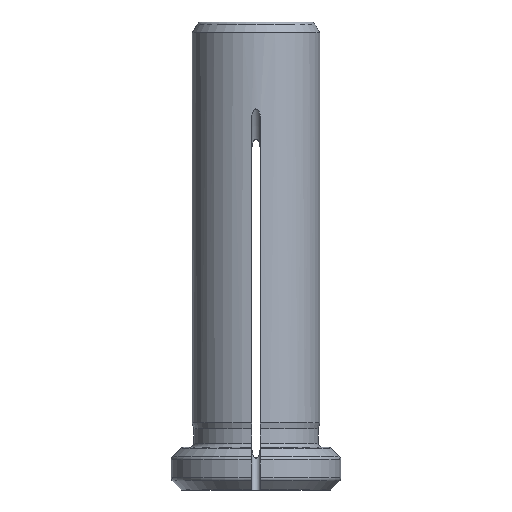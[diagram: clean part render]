
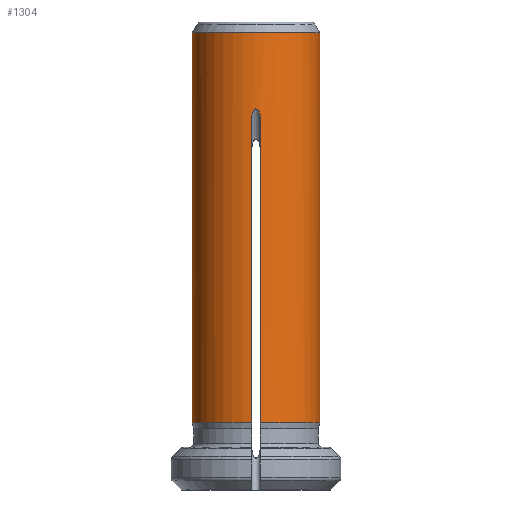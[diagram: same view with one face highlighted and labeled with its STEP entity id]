
A CAD part, front view. The second image highlights one B-rep face of the part: STEP entity #1304.
In plain terms, the highlighted cylindrical face has radius 6 mm (diameter 12 mm), a full revolution.
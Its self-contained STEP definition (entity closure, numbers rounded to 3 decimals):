
#72=LINE('',#2020,#120);
#78=LINE('',#2065,#126);
#84=LINE('',#2213,#132);
#90=LINE('',#2246,#138);
#96=LINE('',#2394,#144);
#102=LINE('',#2427,#150);
#108=LINE('',#2485,#156);
#109=LINE('',#2497,#157);
#120=VECTOR('',#1567,1000.);
#126=VECTOR('',#1575,1000.);
#132=VECTOR('',#1641,1000.);
#138=VECTOR('',#1649,1000.);
#144=VECTOR('',#1715,1000.);
#150=VECTOR('',#1723,1000.);
#156=VECTOR('',#1745,1000.);
#157=VECTOR('',#1746,1000.);
#168=CYLINDRICAL_SURFACE('',#1446,6.);
#191=B_SPLINE_CURVE_WITH_KNOTS('',3,(#2007,#2008,#2009,#2010,#2011,#2012,
#2013,#2014,#2015),.UNSPECIFIED.,.F.,.F.,(4,1,1,1,1,1,4),(0.003,
0.003,0.004,0.004,0.004,
0.004,0.005),.UNSPECIFIED.);
#214=B_SPLINE_CURVE_WITH_KNOTS('',3,(#2200,#2201,#2202,#2203,#2204,#2205,
#2206,#2207,#2208),.UNSPECIFIED.,.F.,.F.,(4,1,1,1,1,1,4),(0.003,
0.003,0.004,0.004,0.004,
0.004,0.005),.UNSPECIFIED.);
#234=B_SPLINE_CURVE_WITH_KNOTS('',3,(#2381,#2382,#2383,#2384,#2385,#2386,
#2387,#2388,#2389),.UNSPECIFIED.,.F.,.F.,(4,1,1,1,1,1,4),(0.003,
0.003,0.004,0.004,0.004,
0.004,0.005),.UNSPECIFIED.);
#243=B_SPLINE_CURVE_WITH_KNOTS('',3,(#2487,#2488,#2489,#2490,#2491,#2492,
#2493,#2494,#2495),.UNSPECIFIED.,.F.,.F.,(4,1,1,1,1,1,4),(0.003,
0.003,0.004,0.004,0.004,
0.004,0.005),.UNSPECIFIED.);
#539=ORIENTED_EDGE('',*,*,#828,.F.);
#540=ORIENTED_EDGE('',*,*,#658,.F.);
#541=ORIENTED_EDGE('',*,*,#829,.T.);
#542=ORIENTED_EDGE('',*,*,#830,.F.);
#543=ORIENTED_EDGE('',*,*,#831,.F.);
#544=ORIENTED_EDGE('',*,*,#832,.F.);
#545=ORIENTED_EDGE('',*,*,#804,.T.);
#546=ORIENTED_EDGE('',*,*,#801,.F.);
#547=ORIENTED_EDGE('',*,*,#815,.F.);
#548=ORIENTED_EDGE('',*,*,#770,.F.);
#549=ORIENTED_EDGE('',*,*,#756,.T.);
#550=ORIENTED_EDGE('',*,*,#753,.F.);
#551=ORIENTED_EDGE('',*,*,#767,.F.);
#552=ORIENTED_EDGE('',*,*,#722,.F.);
#553=ORIENTED_EDGE('',*,*,#705,.T.);
#554=ORIENTED_EDGE('',*,*,#702,.F.);
#555=ORIENTED_EDGE('',*,*,#719,.F.);
#658=EDGE_CURVE('',#860,#861,#997,.F.);
#702=EDGE_CURVE('',#900,#901,#191,.T.);
#705=EDGE_CURVE('',#902,#901,#72,.T.);
#719=EDGE_CURVE('',#861,#900,#78,.T.);
#722=EDGE_CURVE('',#902,#909,#1019,.F.);
#753=EDGE_CURVE('',#932,#933,#214,.T.);
#756=EDGE_CURVE('',#934,#933,#84,.T.);
#767=EDGE_CURVE('',#909,#932,#90,.T.);
#770=EDGE_CURVE('',#934,#941,#1035,.F.);
#801=EDGE_CURVE('',#964,#965,#234,.T.);
#804=EDGE_CURVE('',#966,#965,#96,.T.);
#815=EDGE_CURVE('',#941,#964,#102,.T.);
#828=EDGE_CURVE('',#982,#982,#1054,.F.);
#829=EDGE_CURVE('',#860,#983,#108,.T.);
#830=EDGE_CURVE('',#984,#983,#243,.T.);
#831=EDGE_CURVE('',#985,#984,#109,.T.);
#832=EDGE_CURVE('',#966,#985,#1055,.F.);
#860=VERTEX_POINT('',#1835);
#861=VERTEX_POINT('',#1837);
#900=VERTEX_POINT('',#2006);
#901=VERTEX_POINT('',#2016);
#902=VERTEX_POINT('',#2021);
#909=VERTEX_POINT('',#2071);
#932=VERTEX_POINT('',#2199);
#933=VERTEX_POINT('',#2209);
#934=VERTEX_POINT('',#2214);
#941=VERTEX_POINT('',#2252);
#964=VERTEX_POINT('',#2380);
#965=VERTEX_POINT('',#2390);
#966=VERTEX_POINT('',#2395);
#982=VERTEX_POINT('',#2484);
#983=VERTEX_POINT('',#2486);
#984=VERTEX_POINT('',#2496);
#985=VERTEX_POINT('',#2498);
#997=CIRCLE('',#1343,6.);
#1019=CIRCLE('',#1380,6.);
#1035=CIRCLE('',#1411,6.);
#1054=CIRCLE('',#1447,6.);
#1055=CIRCLE('',#1448,6.);
#1123=EDGE_LOOP('',(#539));
#1124=EDGE_LOOP('',(#540,#541,#542,#543,#544,#545,#546,#547,#548,#549,#550,
#551,#552,#553,#554,#555));
#1209=FACE_BOUND('',#1123,.T.);
#1210=FACE_BOUND('',#1124,.T.);
#1304=ADVANCED_FACE('',(#1209,#1210),#168,.T.);
#1343=AXIS2_PLACEMENT_3D('',#1836,#1492,#1493);
#1380=AXIS2_PLACEMENT_3D('',#2070,#1581,#1582);
#1411=AXIS2_PLACEMENT_3D('',#2251,#1655,#1656);
#1446=AXIS2_PLACEMENT_3D('',#2482,#1741,#1742);
#1447=AXIS2_PLACEMENT_3D('',#2483,#1743,#1744);
#1448=AXIS2_PLACEMENT_3D('',#2499,#1747,#1748);
#1492=DIRECTION('',(0.,0.,1.));
#1493=DIRECTION('',(1.,0.,0.));
#1567=DIRECTION('',(0.,0.,1.));
#1575=DIRECTION('',(0.,0.,1.));
#1581=DIRECTION('',(0.,0.,1.));
#1582=DIRECTION('',(1.,0.,0.));
#1641=DIRECTION('',(0.,0.,1.));
#1649=DIRECTION('',(0.,0.,1.));
#1655=DIRECTION('',(0.,0.,1.));
#1656=DIRECTION('',(1.,0.,0.));
#1715=DIRECTION('',(0.,0.,1.));
#1723=DIRECTION('',(0.,0.,1.));
#1741=DIRECTION('',(0.,0.,1.));
#1742=DIRECTION('',(1.,0.,0.));
#1743=DIRECTION('',(0.,0.,-1.));
#1744=DIRECTION('',(-1.,0.,0.));
#1745=DIRECTION('',(0.,0.,1.));
#1746=DIRECTION('',(0.,0.,1.));
#1747=DIRECTION('',(0.,0.,1.));
#1748=DIRECTION('',(1.,0.,0.));
#1835=CARTESIAN_POINT('',(5.987,-0.4,2.313));
#1836=CARTESIAN_POINT('',(0.,0.,2.313));
#1837=CARTESIAN_POINT('',(0.4,-5.987,2.313));
#2006=CARTESIAN_POINT('',(0.4,-5.987,30.999));
#2007=CARTESIAN_POINT('',(0.4,-5.987,30.999));
#2008=CARTESIAN_POINT('',(0.4,-5.987,31.164));
#2009=CARTESIAN_POINT('',(0.364,-5.989,31.409));
#2010=CARTESIAN_POINT('',(0.229,-5.996,31.711));
#2011=CARTESIAN_POINT('',(-0.001,-6.002,31.877));
#2012=CARTESIAN_POINT('',(-0.23,-5.996,31.71));
#2013=CARTESIAN_POINT('',(-0.363,-5.989,31.41));
#2014=CARTESIAN_POINT('',(-0.4,-5.987,31.164));
#2015=CARTESIAN_POINT('',(-0.4,-5.987,30.999));
#2016=CARTESIAN_POINT('',(-0.4,-5.987,30.999));
#2020=CARTESIAN_POINT('',(-0.4,-5.987,60.));
#2021=CARTESIAN_POINT('',(-0.4,-5.987,2.313));
#2065=CARTESIAN_POINT('',(0.4,-5.987,60.));
#2070=CARTESIAN_POINT('',(0.,0.,2.313));
#2071=CARTESIAN_POINT('',(-5.987,-0.4,2.313));
#2199=CARTESIAN_POINT('',(-5.987,-0.4,30.999));
#2200=CARTESIAN_POINT('',(-5.987,-0.4,30.999));
#2201=CARTESIAN_POINT('',(-5.987,-0.4,31.164));
#2202=CARTESIAN_POINT('',(-5.989,-0.364,31.409));
#2203=CARTESIAN_POINT('',(-5.996,-0.229,31.711));
#2204=CARTESIAN_POINT('',(-6.002,0.001,31.877));
#2205=CARTESIAN_POINT('',(-5.996,0.23,31.71));
#2206=CARTESIAN_POINT('',(-5.989,0.363,31.41));
#2207=CARTESIAN_POINT('',(-5.987,0.4,31.164));
#2208=CARTESIAN_POINT('',(-5.987,0.4,30.999));
#2209=CARTESIAN_POINT('',(-5.987,0.4,30.999));
#2213=CARTESIAN_POINT('',(-5.987,0.4,60.));
#2214=CARTESIAN_POINT('',(-5.987,0.4,2.313));
#2246=CARTESIAN_POINT('',(-5.987,-0.4,60.));
#2251=CARTESIAN_POINT('',(0.,0.,2.313));
#2252=CARTESIAN_POINT('',(-0.4,5.987,2.313));
#2380=CARTESIAN_POINT('',(-0.4,5.987,30.999));
#2381=CARTESIAN_POINT('',(-0.4,5.987,30.999));
#2382=CARTESIAN_POINT('',(-0.4,5.987,31.164));
#2383=CARTESIAN_POINT('',(-0.364,5.989,31.409));
#2384=CARTESIAN_POINT('',(-0.229,5.996,31.711));
#2385=CARTESIAN_POINT('',(0.001,6.002,31.877));
#2386=CARTESIAN_POINT('',(0.23,5.996,31.71));
#2387=CARTESIAN_POINT('',(0.363,5.989,31.41));
#2388=CARTESIAN_POINT('',(0.4,5.987,31.164));
#2389=CARTESIAN_POINT('',(0.4,5.987,30.999));
#2390=CARTESIAN_POINT('',(0.4,5.987,30.999));
#2394=CARTESIAN_POINT('',(0.4,5.987,60.));
#2395=CARTESIAN_POINT('',(0.4,5.987,2.313));
#2427=CARTESIAN_POINT('',(-0.4,5.987,60.));
#2482=CARTESIAN_POINT('',(0.,0.,60.));
#2483=CARTESIAN_POINT('',(0.,0.,38.986));
#2484=CARTESIAN_POINT('',(-6.,0.,38.986));
#2485=CARTESIAN_POINT('',(5.987,-0.4,60.));
#2486=CARTESIAN_POINT('',(5.987,-0.4,30.999));
#2487=CARTESIAN_POINT('',(5.987,0.4,30.999));
#2488=CARTESIAN_POINT('',(5.987,0.4,31.164));
#2489=CARTESIAN_POINT('',(5.989,0.364,31.409));
#2490=CARTESIAN_POINT('',(5.996,0.229,31.711));
#2491=CARTESIAN_POINT('',(6.002,-0.001,31.877));
#2492=CARTESIAN_POINT('',(5.996,-0.23,31.71));
#2493=CARTESIAN_POINT('',(5.989,-0.363,31.41));
#2494=CARTESIAN_POINT('',(5.987,-0.4,31.164));
#2495=CARTESIAN_POINT('',(5.987,-0.4,30.999));
#2496=CARTESIAN_POINT('',(5.987,0.4,30.999));
#2497=CARTESIAN_POINT('',(5.987,0.4,60.));
#2498=CARTESIAN_POINT('',(5.987,0.4,2.313));
#2499=CARTESIAN_POINT('',(0.,0.,2.313));
